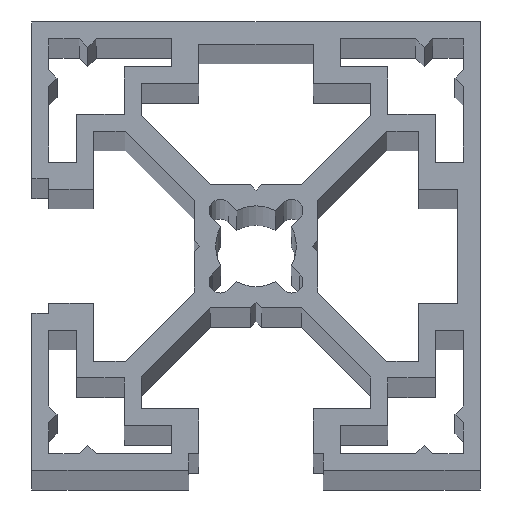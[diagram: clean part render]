
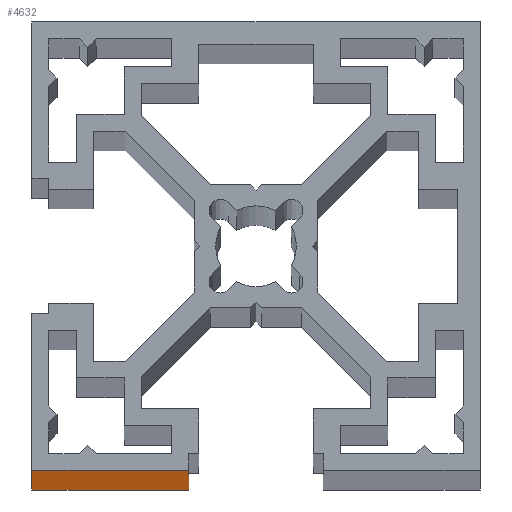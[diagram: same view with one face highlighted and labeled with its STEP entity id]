
A CAD part, top view. The second image highlights one B-rep face of the part: STEP entity #4632.
In plain terms, the highlighted planar face has unit normal (0, -1, 0).
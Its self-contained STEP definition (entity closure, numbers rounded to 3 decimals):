
#1148=DIRECTION('',(1.,0.,0.));
#1149=VECTOR('',#1148,14.);
#1150=CARTESIAN_POINT('',(-20.,-20.,0.));
#1151=LINE('',#1150,#1149);
#1428=DIRECTION('',(1.,0.,0.));
#1429=VECTOR('',#1428,14.);
#1430=CARTESIAN_POINT('',(-20.,-20.,1000.));
#1431=LINE('',#1430,#1429);
#2395=DIRECTION('',(0.,0.,1.));
#2396=VECTOR('',#2395,1000.);
#2397=CARTESIAN_POINT('',(-6.,-20.,0.));
#2398=LINE('',#2397,#2396);
#2402=DIRECTION('',(0.,0.,1.));
#2403=VECTOR('',#2402,1000.);
#2404=CARTESIAN_POINT('',(-20.,-20.,0.));
#2405=LINE('',#2404,#2403);
#3204=CARTESIAN_POINT('',(-20.,-20.,0.));
#3205=CARTESIAN_POINT('',(-20.,-20.,1000.));
#3206=VERTEX_POINT('',#3204);
#3207=VERTEX_POINT('',#3205);
#3716=CARTESIAN_POINT('',(-6.,-20.,0.));
#3717=VERTEX_POINT('',#3716);
#3724=CARTESIAN_POINT('',(-6.,-20.,1000.));
#3725=VERTEX_POINT('',#3724);
#4620=CARTESIAN_POINT('',(-20.,-20.,0.));
#4621=DIRECTION('',(0.,-1.,0.));
#4622=DIRECTION('',(1.,0.,0.));
#4623=AXIS2_PLACEMENT_3D('',#4620,#4621,#4622);
#4624=PLANE('',#4623);
#4626=ORIENTED_EDGE('',*,*,#4625,.F.);
#4627=ORIENTED_EDGE('',*,*,#3787,.F.);
#4628=ORIENTED_EDGE('',*,*,#4407,.T.);
#4629=ORIENTED_EDGE('',*,*,#4124,.T.);
#4630=EDGE_LOOP('',(#4626,#4627,#4628,#4629));
#4631=FACE_OUTER_BOUND('',#4630,.F.);
#3787=EDGE_CURVE('',#3206,#3717,#1151,.T.);
#4124=EDGE_CURVE('',#3207,#3725,#1431,.T.);
#4407=EDGE_CURVE('',#3206,#3207,#2405,.T.);
#4625=EDGE_CURVE('',#3717,#3725,#2398,.T.);
#4632=ADVANCED_FACE('',(#4631),#4624,.T.);
